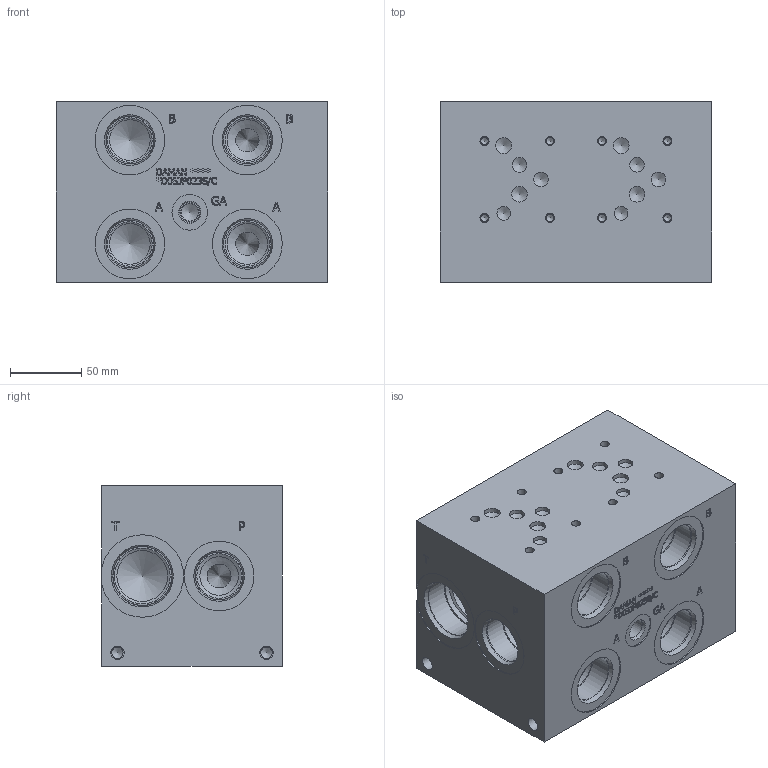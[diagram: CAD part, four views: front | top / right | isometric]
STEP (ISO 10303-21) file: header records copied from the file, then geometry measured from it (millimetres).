
FILE_DESCRIPTION(/* description */ (''),/* implementation_level */ '2;1');
FILE_NAME(/* name */ '_D05JP023S_C.stp',/* time_stamp */ '2022-10-20T12:37:11-04:00',/* author */ ('mikeh'),/* organization */ (''),/* preprocessor_version */ 'ST-DEVELOPER v18',/* originating_system */ 'Autodesk Inventor 2020',/* authorisation */ '');
FILE_SCHEMA (('AUTOMOTIVE_DESIGN { 1 0 10303 214 3 1 1 }'));
Length unit declared in the file: millimetre
Products named in the file (1): Part_AD05JP023S_C_3D
Bounding box: 190.5 x 127 x 127 mm (x, y, z)
Volume: 2732741.4 mm3; surface area: 173717.9 mm2
Topology: 1 solids, 1 shells, 715 faces, 1949 edges, 1313 vertices
Faces by surface type: plane 372, bspline 186, cylinder 88, cone 69
Full cylindrical faces by diameter (mm): 5.105 x8, 6.35 x8, 7.925 x4, 9.525 x6, 10.312 x4, 11.125 x4, 12.294 x1, 12.9 x1, 14.275 x1, 14.529 x1, 22.225 x1, 25.019 x1, 27 x2, 28.575 x4, 28.62 x1, 31.267 x6, 31.344 x1, 33.34 x6, 33.35 x1, 33.71 x1, 33.757 x6, 35.509 x3, 35.712 x2, 39.218 x2, 41.275 x1, 41.28 x1, 41.758 x1, 43.51 x1, 44.45 x1, 48.971 x6
Entity records: 23978 total; most frequent: CARTESIAN_POINT 6364, ORIENTED_EDGE 3834, DIRECTION 2928, EDGE_CURVE 1917, VERTEX_POINT 1313, LINE 1222, VECTOR 1222, AXIS2_PLACEMENT_3D 853
